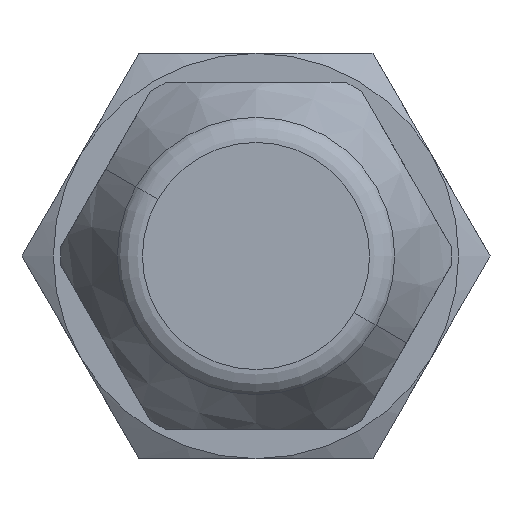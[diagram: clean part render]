
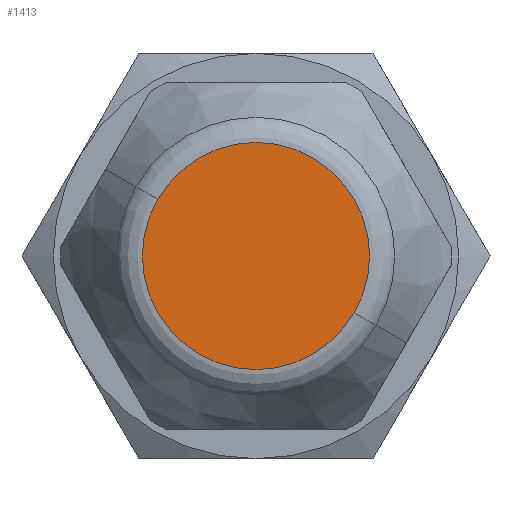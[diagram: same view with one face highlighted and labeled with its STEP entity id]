
A CAD part, front view. The second image highlights one B-rep face of the part: STEP entity #1413.
In plain terms, the highlighted planar face has unit normal (0, -1, 0).
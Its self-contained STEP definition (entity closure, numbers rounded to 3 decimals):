
#280 = FACE_OUTER_BOUND ( 'NONE', #1484, .T. ) ;
#455 = AXIS2_PLACEMENT_3D ( 'NONE', #525, #529, #530 ) ;
#525 = CARTESIAN_POINT ( 'NONE',  ( 0., -44., -1.604 ) ) ;
#527 = PLANE ( 'NONE',  #455 ) ;
#529 = DIRECTION ( 'NONE',  ( 0., -1., 0. ) ) ;
#530 = DIRECTION ( 'NONE',  ( 0., 0., -1. ) ) ;
#677 = CARTESIAN_POINT ( 'NONE',  ( -3.397, -44., 1.961 ) ) ;
#687 = CARTESIAN_POINT ( 'NONE',  ( 3.397, -44., -1.961 ) ) ;
#1251 = CIRCLE ( 'NONE', #2584, 3.923 ) ;
#1293 = CIRCLE ( 'NONE', #2603, 3.923 ) ;
#1413 = ADVANCED_FACE ( 'NONE', ( #280 ), #527, .T. ) ;
#1484 = EDGE_LOOP ( 'NONE', ( #1725, #1726 ) ) ;
#1597 = VERTEX_POINT ( 'NONE', #677 ) ;
#1607 = VERTEX_POINT ( 'NONE', #687 ) ;
#1725 = ORIENTED_EDGE ( 'NONE', *, *, #2459, .T. ) ;
#1726 = ORIENTED_EDGE ( 'NONE', *, *, #2510, .T. ) ;
#2285 = CARTESIAN_POINT ( 'NONE',  ( 0., -44., 0. ) ) ;
#2286 = DIRECTION ( 'NONE',  ( 0., -1., 0. ) ) ;
#2287 = DIRECTION ( 'NONE',  ( 0.866, 0., -0.5 ) ) ;
#2459 = EDGE_CURVE ( 'NONE', #1607, #1597, #1251, .T. ) ;
#2510 = EDGE_CURVE ( 'NONE', #1597, #1607, #1293, .T. ) ;
#2584 = AXIS2_PLACEMENT_3D ( 'NONE', #2285, #2286, #2287 ) ;
#2603 = AXIS2_PLACEMENT_3D ( 'NONE', #2758, #2759, #2760 ) ;
#2758 = CARTESIAN_POINT ( 'NONE',  ( 0., -44., 0. ) ) ;
#2759 = DIRECTION ( 'NONE',  ( 0., -1., 0. ) ) ;
#2760 = DIRECTION ( 'NONE',  ( 0.866, 0., -0.5 ) ) ;
